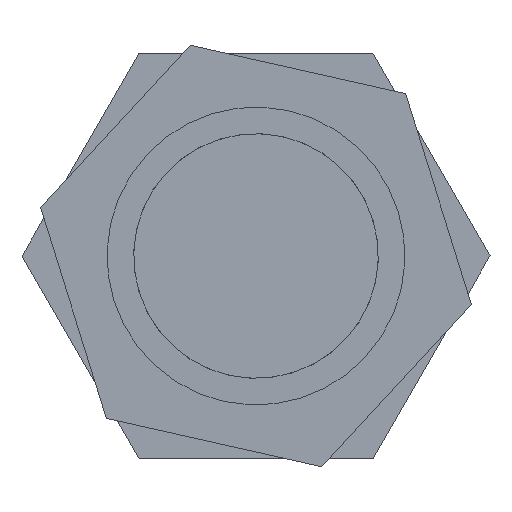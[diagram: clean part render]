
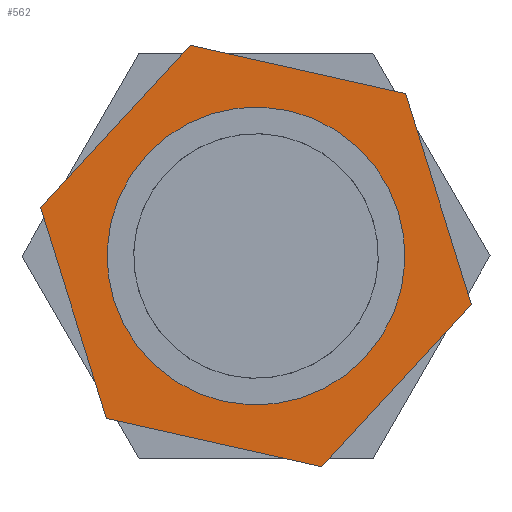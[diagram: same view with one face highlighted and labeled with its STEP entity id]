
A CAD part, front view. The second image highlights one B-rep face of the part: STEP entity #562.
In plain terms, the highlighted face is planar.
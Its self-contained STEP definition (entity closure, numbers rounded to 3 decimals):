
#36=LINE('',#1136,#72);
#37=LINE('',#1139,#73);
#38=LINE('',#1141,#74);
#39=LINE('',#1143,#75);
#40=LINE('',#1145,#76);
#41=LINE('',#1147,#77);
#72=VECTOR('',#979,1000.);
#73=VECTOR('',#980,1000.);
#74=VECTOR('',#981,1000.);
#75=VECTOR('',#982,1000.);
#76=VECTOR('',#983,1000.);
#77=VECTOR('',#984,1000.);
#191=ORIENTED_EDGE('',*,*,#280,.F.);
#192=ORIENTED_EDGE('',*,*,#281,.F.);
#193=ORIENTED_EDGE('',*,*,#282,.F.);
#194=ORIENTED_EDGE('',*,*,#283,.F.);
#195=ORIENTED_EDGE('',*,*,#284,.F.);
#196=ORIENTED_EDGE('',*,*,#285,.F.);
#197=ORIENTED_EDGE('',*,*,#286,.T.);
#280=EDGE_CURVE('',#335,#336,#36,.T.);
#281=EDGE_CURVE('',#337,#335,#37,.T.);
#282=EDGE_CURVE('',#338,#337,#38,.T.);
#283=EDGE_CURVE('',#339,#338,#39,.T.);
#284=EDGE_CURVE('',#340,#339,#40,.T.);
#285=EDGE_CURVE('',#336,#340,#41,.T.);
#286=EDGE_CURVE('',#341,#341,#372,.T.);
#335=VERTEX_POINT('',#1137);
#336=VERTEX_POINT('',#1138);
#337=VERTEX_POINT('',#1140);
#338=VERTEX_POINT('',#1142);
#339=VERTEX_POINT('',#1144);
#340=VERTEX_POINT('',#1146);
#341=VERTEX_POINT('',#1149);
#372=CIRCLE('',#844,19.476);
#420=EDGE_LOOP('',(#191,#192,#193,#194,#195,#196));
#421=EDGE_LOOP('',(#197));
#486=FACE_BOUND('',#420,.T.);
#487=FACE_BOUND('',#421,.T.);
#527=PLANE('',#843);
#562=ADVANCED_FACE('',(#486,#487),#527,.F.);
#843=AXIS2_PLACEMENT_3D('',#1135,#977,#978);
#844=AXIS2_PLACEMENT_3D('',#1148,#985,#986);
#977=DIRECTION('',(0.,-1.,0.));
#978=DIRECTION('',(0.,0.,-1.));
#979=DIRECTION('',(-1.,0.,0.));
#980=DIRECTION('',(-0.5,0.,0.866));
#981=DIRECTION('',(0.5,0.,0.866));
#982=DIRECTION('',(1.,0.,0.));
#983=DIRECTION('',(0.5,0.,-0.866));
#984=DIRECTION('',(-0.5,0.,-0.866));
#985=DIRECTION('',(0.,-1.,0.));
#986=DIRECTION('',(0.,0.,-1.));
#1135=CARTESIAN_POINT('',(0.,25.,0.));
#1136=CARTESIAN_POINT('',(0.,25.,25.));
#1137=CARTESIAN_POINT('',(14.434,25.,25.));
#1138=CARTESIAN_POINT('',(-14.434,25.,25.));
#1139=CARTESIAN_POINT('',(21.651,25.,12.5));
#1140=CARTESIAN_POINT('',(28.868,25.,0.));
#1141=CARTESIAN_POINT('',(21.651,25.,-12.5));
#1142=CARTESIAN_POINT('',(14.434,25.,-25.));
#1143=CARTESIAN_POINT('',(0.,25.,-25.));
#1144=CARTESIAN_POINT('',(-14.434,25.,-25.));
#1145=CARTESIAN_POINT('',(-21.651,25.,-12.5));
#1146=CARTESIAN_POINT('',(-28.868,25.,0.));
#1147=CARTESIAN_POINT('',(-21.651,25.,12.5));
#1148=CARTESIAN_POINT('',(0.,25.,0.));
#1149=CARTESIAN_POINT('',(0.,25.,-19.476));
